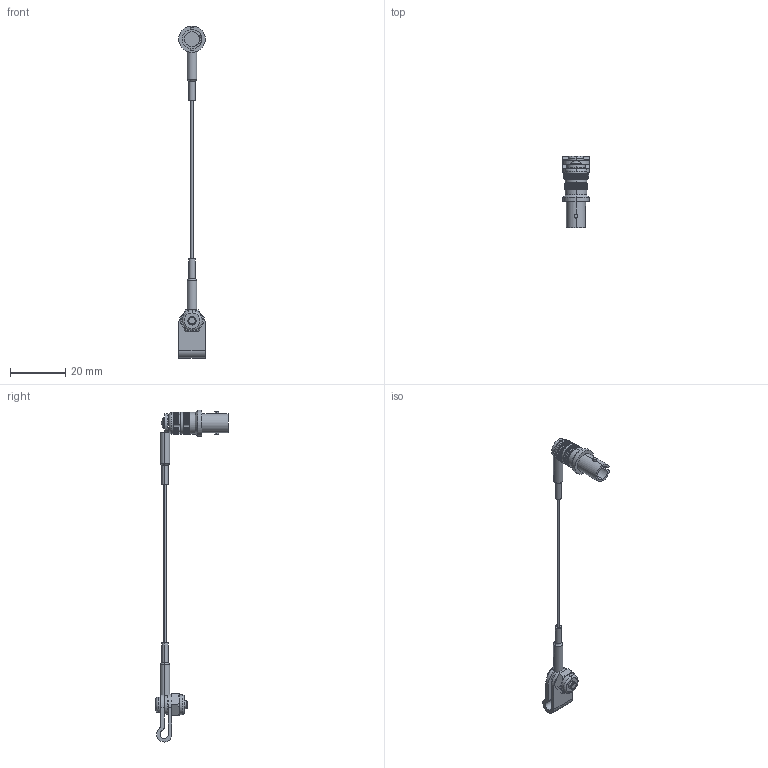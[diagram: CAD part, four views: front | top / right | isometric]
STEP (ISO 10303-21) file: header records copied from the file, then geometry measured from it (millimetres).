
FILE_DESCRIPTION (( 'STEP AP214' ), '1' );
FILE_NAME ('DSTCP-RSTN.STEP', '2012-10-10T19:00:03', ( 'x' ), ( '' ), 'SwSTEP 2.0', 'SolidWorks 2012', '' );
FILE_SCHEMA (( 'AUTOMOTIVE_DESIGN' ));
Length unit declared in the file: inch
Products named in the file (6): DSTCP-RSTN-MA4; 1AJ02-002_.375" long; DSTCP-RSTN-MA3; DSTCP-RSTN-MA2; DSTCP-RSTN-MA1; DSTCP-RSTN
Assembly tree (5 placements, depth 2):
  DSTCP-RSTN
    DSTCP-RSTN-MA1
    DSTCP-RSTN-MA2
    DSTCP-RSTN-MA3
    1AJ02-002_.375" long
    DSTCP-RSTN-MA4
Bounding box: 9.65 x 26.09 x 120.09 mm (x, y, z)
Volume: 1769.4 mm3; surface area: 2709.6 mm2
Topology: 5 solids, 5 shells, 973 faces, 2964 edges, 1646 vertices
Faces by surface type: sphere 481, cylinder 418, plane 48, cone 16, torus 10
Entity records: 38203 total; most frequent: CARTESIAN_POINT 13220, DIRECTION 5261, ORIENTED_EDGE 4962, EDGE_CURVE 2481, AXIS2_PLACEMENT_3D 2317, VERTEX_POINT 1644, CIRCLE 1336, EDGE_LOOP 1109
